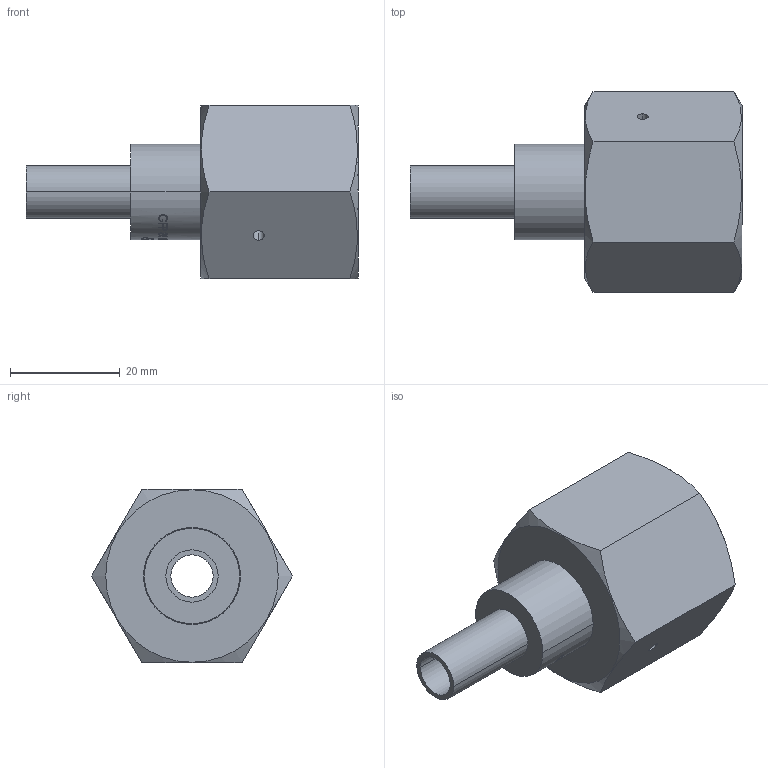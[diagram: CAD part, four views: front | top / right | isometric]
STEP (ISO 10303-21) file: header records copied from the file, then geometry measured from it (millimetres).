
FILE_DESCRIPTION (( 'STEP AP203' ), '1' );
FILE_NAME ('INL-638SS-6TS.STEP', '2025-01-28T20:21:41', ( '' ), ( '' ), 'SwSTEP 2.0', 'SolidWorks 2018', '' );
FILE_SCHEMA (( 'CONFIG_CONTROL_DESIGN' ));
Length unit declared in the file: inch
Products named in the file (3): PRT-000988; INL-638SS-6TS; PRT-001127
Assembly tree (2 placements, depth 2):
  INL-638SS-6TS
    PRT-001127
    PRT-000988
Bounding box: 60.63 x 36.66 x 31.75 mm (x, y, z)
Volume: 21662.5 mm3; surface area: 12319.5 mm2
Topology: 2 solids, 2 shells, 458 faces, 1382 edges, 971 vertices
Faces by surface type: bspline 214, plane 146, cylinder 70, cone 16, torus 12
Entity records: 34629 total; most frequent: CARTESIAN_POINT 23872, ORIENTED_EDGE 2764, EDGE_CURVE 1382, DIRECTION 1225, VERTEX_POINT 971, B_SPLINE_CURVE_WITH_KNOTS 833, EDGE_LOOP 509, ADVANCED_FACE 458
